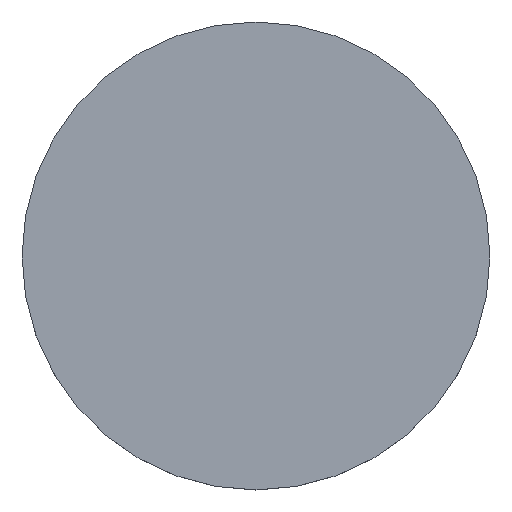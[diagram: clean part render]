
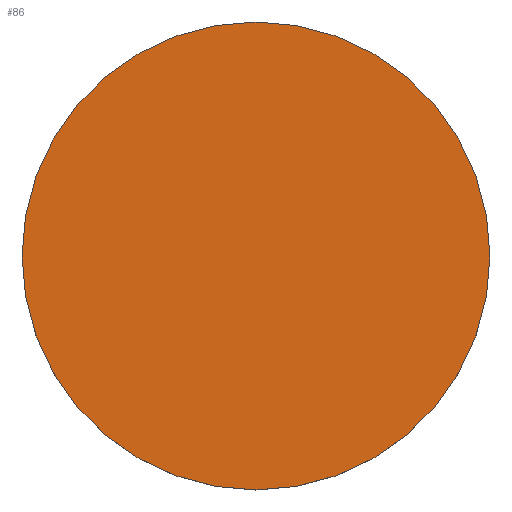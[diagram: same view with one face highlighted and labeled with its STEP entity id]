
A CAD part, top view. The second image highlights one B-rep face of the part: STEP entity #86.
In plain terms, the highlighted planar face has unit normal (0, 0, 1).
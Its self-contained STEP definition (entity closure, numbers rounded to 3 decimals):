
#8 = ORIENTED_EDGE ( 'NONE', *, *, #87, .T. ) ;
#11 = AXIS2_PLACEMENT_3D ( 'NONE', #78, #40, #32 ) ;
#20 = DIRECTION ( 'NONE',  ( 1., 0., 0. ) ) ;
#25 = CARTESIAN_POINT ( 'NONE',  ( 12.5, 0., 2. ) ) ;
#32 = DIRECTION ( 'NONE',  ( 1., 0., 0. ) ) ;
#34 = DIRECTION ( 'NONE',  ( 1., 0., 0. ) ) ;
#37 = CARTESIAN_POINT ( 'NONE',  ( -12.5, 0., 2. ) ) ;
#40 = DIRECTION ( 'NONE',  ( 0., 0., 1. ) ) ;
#43 = AXIS2_PLACEMENT_3D ( 'NONE', #81, #111, #20 ) ;
#61 = VERTEX_POINT ( 'NONE', #25 ) ;
#71 = CARTESIAN_POINT ( 'NONE',  ( 0., 0., 2. ) ) ;
#73 = CIRCLE ( 'NONE', #43, 12.5 ) ;
#74 = EDGE_LOOP ( 'NONE', ( #133, #8 ) ) ;
#78 = CARTESIAN_POINT ( 'NONE',  ( 0., 0., 2. ) ) ;
#80 = PLANE ( 'NONE',  #115 ) ;
#81 = CARTESIAN_POINT ( 'NONE',  ( 0., 0., 2. ) ) ;
#85 = CIRCLE ( 'NONE', #11, 12.5 ) ;
#86 = ADVANCED_FACE ( 'NONE', ( #114 ), #80, .T. ) ;
#87 = EDGE_CURVE ( 'NONE', #61, #146, #85, .T. ) ;
#111 = DIRECTION ( 'NONE',  ( 0., 0., 1. ) ) ;
#114 = FACE_OUTER_BOUND ( 'NONE', #74, .T. ) ;
#115 = AXIS2_PLACEMENT_3D ( 'NONE', #71, #154, #34 ) ;
#133 = ORIENTED_EDGE ( 'NONE', *, *, #139, .T. ) ;
#139 = EDGE_CURVE ( 'NONE', #146, #61, #73, .T. ) ;
#146 = VERTEX_POINT ( 'NONE', #37 ) ;
#154 = DIRECTION ( 'NONE',  ( 0., 0., 1. ) ) ;
